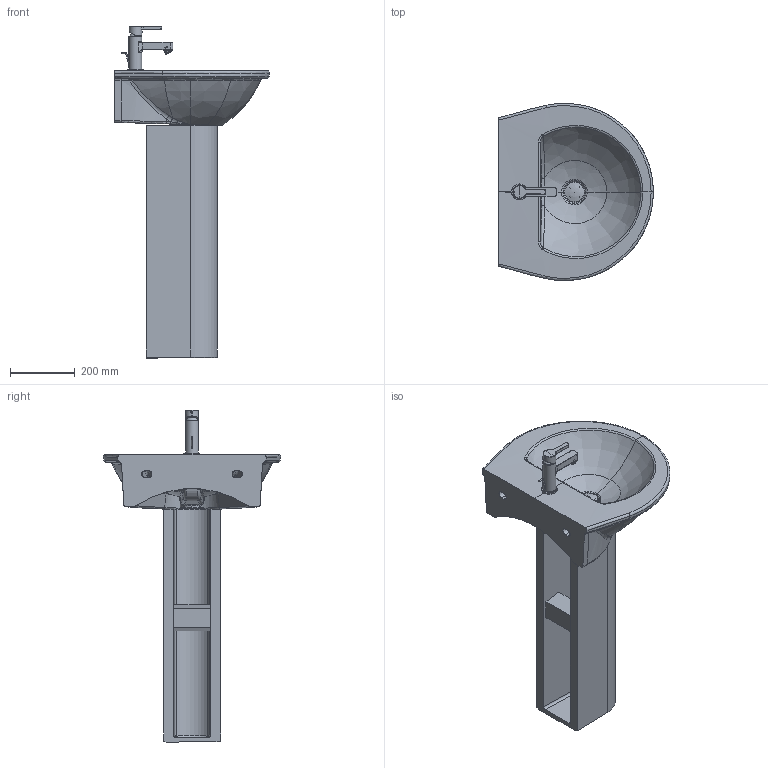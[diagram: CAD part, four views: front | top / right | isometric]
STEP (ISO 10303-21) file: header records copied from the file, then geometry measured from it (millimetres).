
FILE_DESCRIPTION((''),'2;1');
FILE_NAME('262155_085824.stp','2011-05-18T18:45:28',('Administrator'),(''),'Autodesk Inventor 2011','Autodesk Inventor 2011','');
FILE_SCHEMA(('AUTOMOTIVE_DESIGN { 1 0 10303 214 1 1 1 1 }'));
Length unit declared in the file: millimetre
Products named in the file (13): 262155_085824; 262155; Armatur Aufsatzbecken 049747; Sieb; Griff; Fassung Sieb; Gehäuse; Ring; Gleitring; Hebel; Kelch; Stopfen; 085824
Assembly tree (12 placements, depth 3):
  262155_085824
    262155
    Armatur Aufsatzbecken 049747
      Sieb
      Griff
      Fassung Sieb
      Gehäuse
      Ring
      Gleitring
      Hebel
    Kelch
    Stopfen
    085824
Bounding box: 479.75 x 549.5 x 1029.05 mm (x, y, z)
Volume: 22275310.1 mm3; surface area: 1727483.1 mm2
Topology: 4 solids, 11 shells, 697 faces, 2234 edges, 1422 vertices
Faces by surface type: plane 354, bspline 194, cylinder 101, torus 26, cone 16, sphere 6
Full cylindrical faces by diameter (mm): 1.039 x1, 4 x2, 4.3 x1, 5.2 x1, 5.5 x1, 6.5 x1, 10.5 x1, 12.5 x1, 13.905 x1, 17 x1, 17.773 x1, 18 x1, 20.15 x1, 23.15 x1, 24 x1, 24.5 x1, 35 x2, 40 x3, 42 x1, 44 x1, 48 x1, 49.5 x1, 60 x1
Entity records: 54005 total; most frequent: CARTESIAN_POINT 34868, ORIENTED_EDGE 3905, DIRECTION 3551, EDGE_CURVE 2164, VERTEX_POINT 1402, AXIS2_PLACEMENT_3D 1262, VECTOR 1027, LINE 1027
